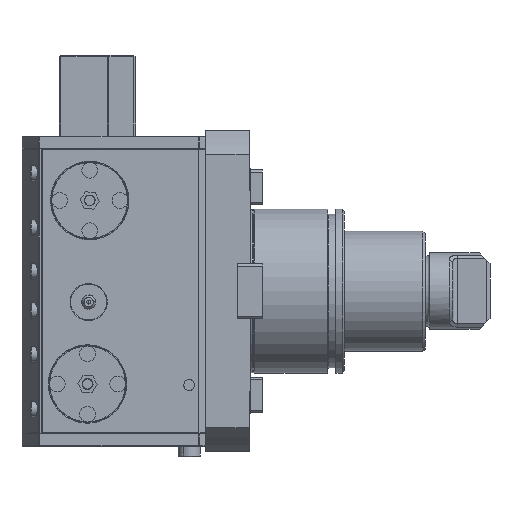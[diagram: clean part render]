
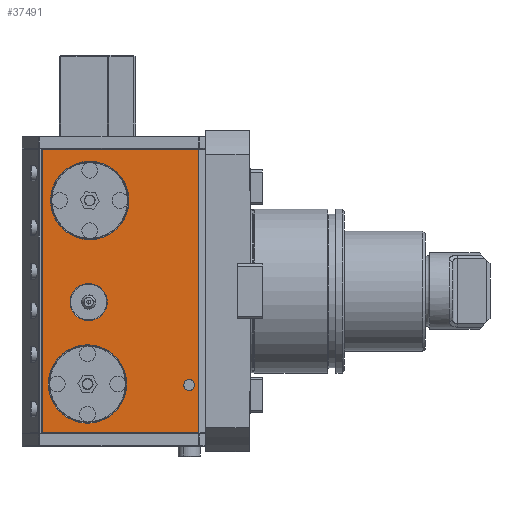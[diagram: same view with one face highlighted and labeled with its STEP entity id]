
A CAD part, left-side view. The second image highlights one B-rep face of the part: STEP entity #37491.
In plain terms, the highlighted planar face has unit normal (-1, 0, 0).
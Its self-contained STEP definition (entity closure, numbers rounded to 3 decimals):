
#1336 = CARTESIAN_POINT ( 'NONE',  ( -43.5, 3., -65. ) ) ;
#1789 = ORIENTED_EDGE ( 'NONE', *, *, #17729, .T. ) ;
#2213 = VERTEX_POINT ( 'NONE', #21004 ) ;
#2244 = DIRECTION ( 'NONE',  ( 0., 0., 1. ) ) ;
#2262 = AXIS2_PLACEMENT_3D ( 'NONE', #24878, #39458, #6727 ) ;
#2768 = CIRCLE ( 'NONE', #8867, 17.95 ) ;
#2840 = EDGE_CURVE ( 'NONE', #34041, #25292, #33508, .T. ) ;
#3170 = ORIENTED_EDGE ( 'NONE', *, *, #30584, .T. ) ;
#3516 = CARTESIAN_POINT ( 'NONE',  ( -43.5, 7.5, -40.5 ) ) ;
#3608 = CARTESIAN_POINT ( 'NONE',  ( -43.5, 3., 64.8 ) ) ;
#3818 = DIRECTION ( 'NONE',  ( -1., 0., 0. ) ) ;
#5012 = CARTESIAN_POINT ( 'NONE',  ( -43.5, 53.5, 3.5 ) ) ;
#5276 = EDGE_CURVE ( 'NONE', #25292, #34041, #45877, .T. ) ;
#5333 = FACE_BOUND ( 'NONE', #44884, .T. ) ;
#5337 = DIRECTION ( 'NONE',  ( 1., 0., 0. ) ) ;
#5568 = FACE_BOUND ( 'NONE', #27462, .T. ) ;
#5572 = DIRECTION ( 'NONE',  ( 0., 0., 1. ) ) ;
#6042 = ORIENTED_EDGE ( 'NONE', *, *, #6542, .T. ) ;
#6367 = CIRCLE ( 'NONE', #7091, 17.95 ) ;
#6542 = EDGE_CURVE ( 'NONE', #36350, #32833, #38629, .T. ) ;
#6727 = DIRECTION ( 'NONE',  ( 0., 0., 1. ) ) ;
#7091 = AXIS2_PLACEMENT_3D ( 'NONE', #24102, #38682, #35077 ) ;
#7348 = VECTOR ( 'NONE', #19229, 1000. ) ;
#7534 = CARTESIAN_POINT ( 'NONE',  ( -43.5, 53., 59.45 ) ) ;
#7667 = DIRECTION ( 'NONE',  ( -1., 0., 0. ) ) ;
#8072 = AXIS2_PLACEMENT_3D ( 'NONE', #43819, #28351, #10418 ) ;
#8661 = FACE_BOUND ( 'NONE', #20705, .T. ) ;
#8867 = AXIS2_PLACEMENT_3D ( 'NONE', #17773, #46834, #2244 ) ;
#9769 = AXIS2_PLACEMENT_3D ( 'NONE', #36521, #3818, #18874 ) ;
#10418 = DIRECTION ( 'NONE',  ( 0., 0., 1. ) ) ;
#10646 = VECTOR ( 'NONE', #34865, 1000. ) ;
#10961 = CARTESIAN_POINT ( 'NONE',  ( -43.5, 53.5, -5. ) ) ;
#11147 = ORIENTED_EDGE ( 'NONE', *, *, #19484, .T. ) ;
#12580 = ORIENTED_EDGE ( 'NONE', *, *, #25303, .T. ) ;
#13320 = EDGE_CURVE ( 'NONE', #22549, #25383, #26386, .T. ) ;
#14034 = ORIENTED_EDGE ( 'NONE', *, *, #13320, .T. ) ;
#14681 = ORIENTED_EDGE ( 'NONE', *, *, #45125, .T. ) ;
#15564 = AXIS2_PLACEMENT_3D ( 'NONE', #40862, #7667, #33237 ) ;
#15741 = CARTESIAN_POINT ( 'NONE',  ( -43.5, 74.8, -65. ) ) ;
#16067 = CIRCLE ( 'NONE', #37390, 17.95 ) ;
#16540 = CARTESIAN_POINT ( 'NONE',  ( -43.5, 53., 23.55 ) ) ;
#17729 = EDGE_CURVE ( 'NONE', #2213, #22549, #19786, .T. ) ;
#17773 = CARTESIAN_POINT ( 'NONE',  ( -43.5, 53., 41.5 ) ) ;
#17895 = DIRECTION ( 'NONE',  ( 0., 0., 1. ) ) ;
#18874 = DIRECTION ( 'NONE',  ( 0., 0., 1. ) ) ;
#19097 = VERTEX_POINT ( 'NONE', #3516 ) ;
#19145 = ORIENTED_EDGE ( 'NONE', *, *, #31217, .T. ) ;
#19229 = DIRECTION ( 'NONE',  ( 0., -1., 0. ) ) ;
#19484 = EDGE_CURVE ( 'NONE', #38750, #22161, #2768, .T. ) ;
#19608 = EDGE_LOOP ( 'NONE', ( #19145, #12580, #1789, #14034 ) ) ;
#19786 = LINE ( 'NONE', #15741, #23970 ) ;
#20292 = CARTESIAN_POINT ( 'NONE',  ( -43.5, 75., 64.8 ) ) ;
#20358 = ORIENTED_EDGE ( 'NONE', *, *, #45684, .F. ) ;
#20705 = EDGE_LOOP ( 'NONE', ( #6042, #14681 ) ) ;
#21004 = CARTESIAN_POINT ( 'NONE',  ( -43.5, 74.8, 64.8 ) ) ;
#21585 = EDGE_LOOP ( 'NONE', ( #11147, #3170 ) ) ;
#22161 = VERTEX_POINT ( 'NONE', #16540 ) ;
#22549 = VERTEX_POINT ( 'NONE', #28397 ) ;
#22989 = CARTESIAN_POINT ( 'NONE',  ( -43.5, 7.5, -45.5 ) ) ;
#23234 = FACE_OUTER_BOUND ( 'NONE', #19608, .T. ) ;
#23306 = DIRECTION ( 'NONE',  ( 0., 0., 1. ) ) ;
#23970 = VECTOR ( 'NONE', #38655, 1000. ) ;
#24102 = CARTESIAN_POINT ( 'NONE',  ( -43.5, 54., -42.5 ) ) ;
#24878 = CARTESIAN_POINT ( 'NONE',  ( -43.5, 53.5, -5. ) ) ;
#24919 = ORIENTED_EDGE ( 'NONE', *, *, #5276, .T. ) ;
#24976 = VERTEX_POINT ( 'NONE', #3608 ) ;
#25292 = VERTEX_POINT ( 'NONE', #27718 ) ;
#25303 = EDGE_CURVE ( 'NONE', #24976, #2213, #42733, .T. ) ;
#25383 = VERTEX_POINT ( 'NONE', #26000 ) ;
#26000 = CARTESIAN_POINT ( 'NONE',  ( -43.5, 3., -64.8 ) ) ;
#26386 = LINE ( 'NONE', #40942, #7348 ) ;
#27074 = ORIENTED_EDGE ( 'NONE', *, *, #36889, .F. ) ;
#27462 = EDGE_LOOP ( 'NONE', ( #27074, #20358 ) ) ;
#27718 = CARTESIAN_POINT ( 'NONE',  ( -43.5, 53.5, -13.5 ) ) ;
#28351 = DIRECTION ( 'NONE',  ( 1., 0., 0. ) ) ;
#28397 = CARTESIAN_POINT ( 'NONE',  ( -43.5, 74.8, -64.8 ) ) ;
#29117 = DIRECTION ( 'NONE',  ( 1., 0., 0. ) ) ;
#29492 = VECTOR ( 'NONE', #23306, 1000. ) ;
#30375 = CIRCLE ( 'NONE', #9769, 2.5 ) ;
#30584 = EDGE_CURVE ( 'NONE', #22161, #38750, #16067, .T. ) ;
#30673 = CARTESIAN_POINT ( 'NONE',  ( -43.5, 53., 41.5 ) ) ;
#30949 = ORIENTED_EDGE ( 'NONE', *, *, #2840, .T. ) ;
#31217 = EDGE_CURVE ( 'NONE', #25383, #24976, #33826, .T. ) ;
#32833 = VERTEX_POINT ( 'NONE', #40443 ) ;
#33237 = DIRECTION ( 'NONE',  ( 0., 0., 1. ) ) ;
#33477 = AXIS2_PLACEMENT_3D ( 'NONE', #42746, #45175, #35575 ) ;
#33508 = CIRCLE ( 'NONE', #2262, 8.5 ) ;
#33676 = VERTEX_POINT ( 'NONE', #22989 ) ;
#33826 = LINE ( 'NONE', #1336, #29492 ) ;
#34041 = VERTEX_POINT ( 'NONE', #5012 ) ;
#34522 = AXIS2_PLACEMENT_3D ( 'NONE', #10961, #29117, #17895 ) ;
#34865 = DIRECTION ( 'NONE',  ( 0., 1., 0. ) ) ;
#35077 = DIRECTION ( 'NONE',  ( 0., 0., 1. ) ) ;
#35575 = DIRECTION ( 'NONE',  ( 0., 0., 1. ) ) ;
#36350 = VERTEX_POINT ( 'NONE', #40484 ) ;
#36521 = CARTESIAN_POINT ( 'NONE',  ( -43.5, 7.5, -43. ) ) ;
#36889 = EDGE_CURVE ( 'NONE', #19097, #33676, #30375, .T. ) ;
#37390 = AXIS2_PLACEMENT_3D ( 'NONE', #30673, #5337, #5572 ) ;
#37491 = ADVANCED_FACE ( 'Defeature completata3_149', ( #41871, #8661, #5333, #5568, #23234 ), #45400, .T. ) ;
#38629 = CIRCLE ( 'NONE', #8072, 17.95 ) ;
#38655 = DIRECTION ( 'NONE',  ( 0., 0., -1. ) ) ;
#38682 = DIRECTION ( 'NONE',  ( 1., 0., 0. ) ) ;
#38750 = VERTEX_POINT ( 'NONE', #7534 ) ;
#39458 = DIRECTION ( 'NONE',  ( 1., 0., 0. ) ) ;
#40443 = CARTESIAN_POINT ( 'NONE',  ( -43.5, 54., -60.45 ) ) ;
#40484 = CARTESIAN_POINT ( 'NONE',  ( -43.5, 54., -24.55 ) ) ;
#40862 = CARTESIAN_POINT ( 'NONE',  ( -43.5, 7.5, -43. ) ) ;
#40942 = CARTESIAN_POINT ( 'NONE',  ( -43.5, 0., -64.8 ) ) ;
#41871 = FACE_BOUND ( 'NONE', #21585, .T. ) ;
#42268 = CIRCLE ( 'NONE', #15564, 2.5 ) ;
#42733 = LINE ( 'NONE', #20292, #10646 ) ;
#42746 = CARTESIAN_POINT ( 'NONE',  ( -43.5, 0., -65. ) ) ;
#43819 = CARTESIAN_POINT ( 'NONE',  ( -43.5, 54., -42.5 ) ) ;
#44884 = EDGE_LOOP ( 'NONE', ( #30949, #24919 ) ) ;
#45125 = EDGE_CURVE ( 'NONE', #32833, #36350, #6367, .T. ) ;
#45175 = DIRECTION ( 'NONE',  ( -1., 0., 0. ) ) ;
#45400 = PLANE ( 'NONE',  #33477 ) ;
#45684 = EDGE_CURVE ( 'NONE', #33676, #19097, #42268, .T. ) ;
#45877 = CIRCLE ( 'NONE', #34522, 8.5 ) ;
#46834 = DIRECTION ( 'NONE',  ( 1., 0., 0. ) ) ;
